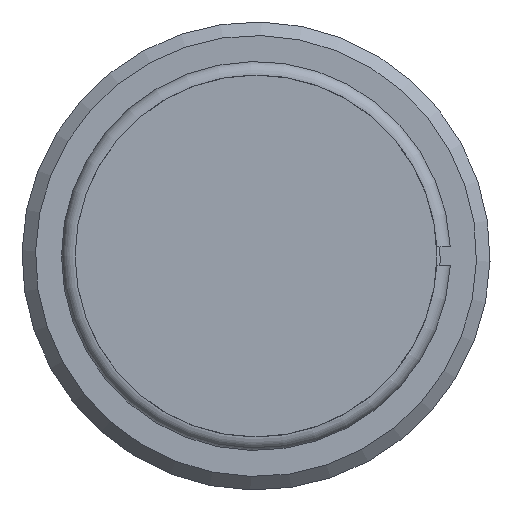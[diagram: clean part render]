
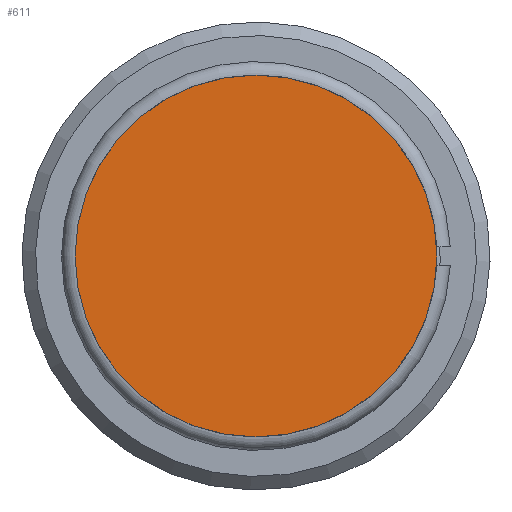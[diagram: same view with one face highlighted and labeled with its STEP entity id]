
A CAD part, left-side view. The second image highlights one B-rep face of the part: STEP entity #611.
In plain terms, the highlighted planar face has unit normal (-1, 0, 0).
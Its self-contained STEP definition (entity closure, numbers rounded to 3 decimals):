
#591=CARTESIAN_POINT('',(0.,4.0,0.0));
#592=VERTEX_POINT('',#591);
#593=CARTESIAN_POINT('',(0.0,0.0,0.0));
#594=DIRECTION('',(1.0,0.0,0.0));
#595=DIRECTION('',(0.0,1.0,0.0));
#596=AXIS2_PLACEMENT_3D('',#593,#594,#595);
#597=CIRCLE('',#596,4.0);
#598=EDGE_CURVE('',#592,#592,#597,.T.);
#603=CARTESIAN_POINT('',(0.,3.525,0.0));
#604=DIRECTION('',(-1.0,0.0,0.0));
#605=DIRECTION('',(0.0,0.0,1.0));
#606=AXIS2_PLACEMENT_3D('',#603,#604,#605);
#607=PLANE('',#606);
#608=ORIENTED_EDGE('',*,*,#598,.F.);
#609=EDGE_LOOP('',(#608));
#610=FACE_OUTER_BOUND('',#609,.T.);
#611=ADVANCED_FACE('',(#610),#607,.T.);
